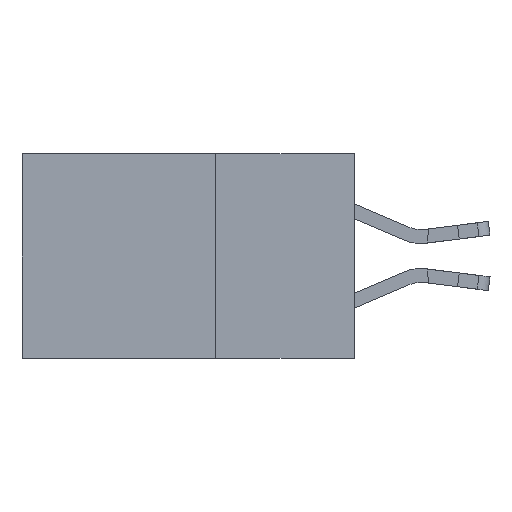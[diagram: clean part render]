
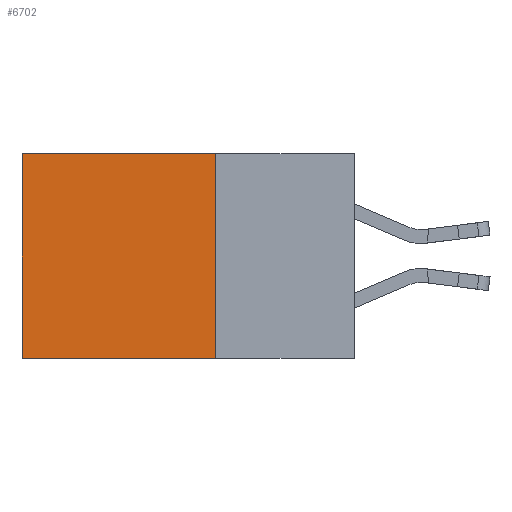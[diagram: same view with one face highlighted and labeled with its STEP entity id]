
A CAD part, left-side view. The second image highlights one B-rep face of the part: STEP entity #6702.
In plain terms, the highlighted planar face has unit normal (-1, 0, 0).
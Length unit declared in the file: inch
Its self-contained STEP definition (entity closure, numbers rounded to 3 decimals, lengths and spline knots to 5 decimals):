
#11 = DIRECTION ( 'NONE',  ( 0., 1., 0. ) ) ;
#111 = CARTESIAN_POINT ( 'NONE',  ( 0.2615, 0.25, 0. ) ) ;
#254 = VECTOR ( 'NONE', #3997, 39.37008 ) ;
#352 = VERTEX_POINT ( 'NONE', #5136 ) ;
#422 = CARTESIAN_POINT ( 'NONE',  ( 0.2615, 0.6, -0.37 ) ) ;
#631 = ORIENTED_EDGE ( 'NONE', *, *, #1941, .F. ) ;
#1245 = CARTESIAN_POINT ( 'NONE',  ( 0.2615, 0.6, -0.37 ) ) ;
#1301 = DIRECTION ( 'NONE',  ( 0., 0., -1. ) ) ;
#1854 = VERTEX_POINT ( 'NONE', #422 ) ;
#1941 = EDGE_CURVE ( 'NONE', #9484, #1854, #12422, .T. ) ;
#2056 = CARTESIAN_POINT ( 'NONE',  ( 0.2615, 0.25, -0.37 ) ) ;
#2775 = ORIENTED_EDGE ( 'NONE', *, *, #3001, .T. ) ;
#2830 = EDGE_CURVE ( 'NONE', #352, #9484, #9155, .T. ) ;
#2975 = VECTOR ( 'NONE', #13226, 39.37008 ) ;
#3001 = EDGE_CURVE ( 'NONE', #3995, #1854, #4477, .T. ) ;
#3859 = ORIENTED_EDGE ( 'NONE', *, *, #5992, .T. ) ;
#3995 = VERTEX_POINT ( 'NONE', #6448 ) ;
#3997 = DIRECTION ( 'NONE',  ( 0., 0., -1. ) ) ;
#4477 = LINE ( 'NONE', #1245, #10039 ) ;
#4645 = CARTESIAN_POINT ( 'NONE',  ( 0.2615, 0.25, -0.37 ) ) ;
#5136 = CARTESIAN_POINT ( 'NONE',  ( 0.2615, 0.25, 0. ) ) ;
#5278 = EDGE_LOOP ( 'NONE', ( #2775, #631, #12840, #3859 ) ) ;
#5992 = EDGE_CURVE ( 'NONE', #352, #3995, #9988, .T. ) ;
#6448 = CARTESIAN_POINT ( 'NONE',  ( 0.2615, 0.6, 0. ) ) ;
#6647 = VECTOR ( 'NONE', #11, 39.37008 ) ;
#6702 = ADVANCED_FACE ( 'NONE', ( #12967 ), #9129, .F. ) ;
#9129 = PLANE ( 'NONE',  #10389 ) ;
#9155 = LINE ( 'NONE', #4645, #254 ) ;
#9428 = DIRECTION ( 'NONE',  ( 1., 0., 0. ) ) ;
#9484 = VERTEX_POINT ( 'NONE', #2056 ) ;
#9888 = CARTESIAN_POINT ( 'NONE',  ( 0.2615, 0.25, -0.37 ) ) ;
#9907 = DIRECTION ( 'NONE',  ( 0., 0., -1. ) ) ;
#9988 = LINE ( 'NONE', #111, #6647 ) ;
#10039 = VECTOR ( 'NONE', #1301, 39.37008 ) ;
#10389 = AXIS2_PLACEMENT_3D ( 'NONE', #9888, #9428, #9907 ) ;
#12422 = LINE ( 'NONE', #13343, #2975 ) ;
#12840 = ORIENTED_EDGE ( 'NONE', *, *, #2830, .F. ) ;
#12967 = FACE_OUTER_BOUND ( 'NONE', #5278, .T. ) ;
#13226 = DIRECTION ( 'NONE',  ( 0., 1., 0. ) ) ;
#13343 = CARTESIAN_POINT ( 'NONE',  ( 0.2615, 0.25, -0.37 ) ) ;
